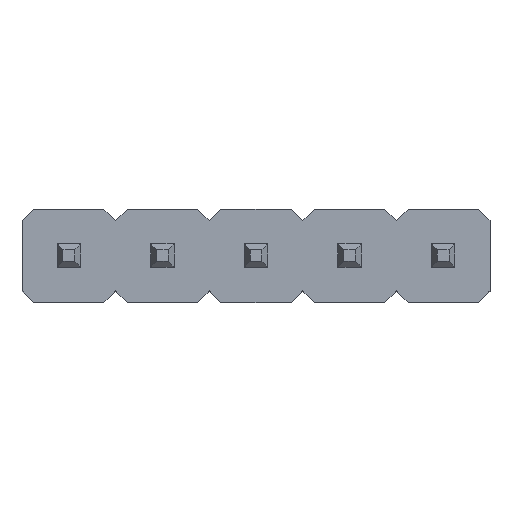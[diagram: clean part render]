
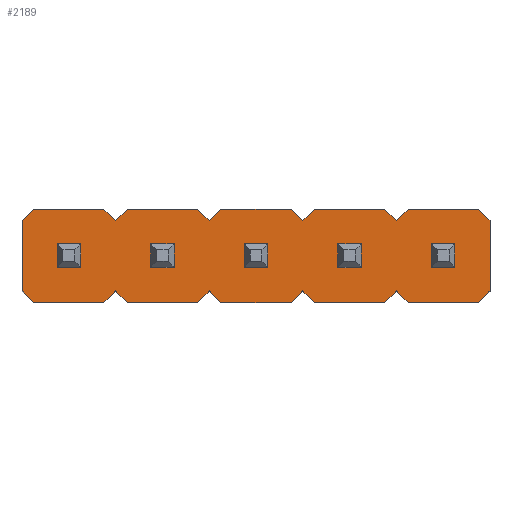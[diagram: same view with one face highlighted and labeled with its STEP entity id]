
A CAD part, top view. The second image highlights one B-rep face of the part: STEP entity #2189.
In plain terms, the highlighted planar face has unit normal (0, 0, 1).
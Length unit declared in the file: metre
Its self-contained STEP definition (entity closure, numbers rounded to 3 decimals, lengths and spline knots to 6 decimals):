
#372=ORIENTED_EDGE('',*,*,#798,.T.);
#373=ORIENTED_EDGE('',*,*,#804,.T.);
#374=ORIENTED_EDGE('',*,*,#800,.T.);
#375=ORIENTED_EDGE('',*,*,#805,.T.);
#376=ORIENTED_EDGE('',*,*,#806,.T.);
#377=ORIENTED_EDGE('',*,*,#807,.T.);
#378=ORIENTED_EDGE('',*,*,#808,.T.);
#379=ORIENTED_EDGE('',*,*,#809,.T.);
#380=ORIENTED_EDGE('',*,*,#810,.T.);
#381=ORIENTED_EDGE('',*,*,#811,.T.);
#382=ORIENTED_EDGE('',*,*,#812,.T.);
#383=ORIENTED_EDGE('',*,*,#813,.T.);
#384=ORIENTED_EDGE('',*,*,#814,.T.);
#385=ORIENTED_EDGE('',*,*,#815,.T.);
#386=ORIENTED_EDGE('',*,*,#816,.T.);
#387=ORIENTED_EDGE('',*,*,#817,.T.);
#388=ORIENTED_EDGE('',*,*,#818,.F.);
#389=ORIENTED_EDGE('',*,*,#819,.T.);
#390=ORIENTED_EDGE('',*,*,#820,.F.);
#391=ORIENTED_EDGE('',*,*,#821,.T.);
#392=ORIENTED_EDGE('',*,*,#822,.T.);
#393=ORIENTED_EDGE('',*,*,#823,.F.);
#394=ORIENTED_EDGE('',*,*,#824,.T.);
#395=ORIENTED_EDGE('',*,*,#825,.T.);
#396=ORIENTED_EDGE('',*,*,#826,.F.);
#397=ORIENTED_EDGE('',*,*,#827,.T.);
#398=ORIENTED_EDGE('',*,*,#828,.T.);
#399=ORIENTED_EDGE('',*,*,#829,.F.);
#400=ORIENTED_EDGE('',*,*,#830,.T.);
#401=ORIENTED_EDGE('',*,*,#831,.T.);
#402=ORIENTED_EDGE('',*,*,#792,.F.);
#403=ORIENTED_EDGE('',*,*,#832,.T.);
#792=EDGE_CURVE('',#1024,#1025,#1272,.T.);
#798=EDGE_CURVE('',#1031,#1030,#1278,.T.);
#800=EDGE_CURVE('',#1032,#1033,#1280,.T.);
#804=EDGE_CURVE('',#1030,#1032,#1284,.F.);
#805=EDGE_CURVE('',#1033,#1036,#1285,.T.);
#806=EDGE_CURVE('',#1036,#1037,#1286,.F.);
#807=EDGE_CURVE('',#1037,#1038,#1287,.T.);
#808=EDGE_CURVE('',#1038,#1039,#1288,.T.);
#809=EDGE_CURVE('',#1039,#1040,#1289,.F.);
#810=EDGE_CURVE('',#1040,#1041,#1290,.T.);
#811=EDGE_CURVE('',#1041,#1042,#1291,.T.);
#812=EDGE_CURVE('',#1042,#1043,#1292,.F.);
#813=EDGE_CURVE('',#1043,#1044,#1293,.T.);
#814=EDGE_CURVE('',#1044,#1045,#1294,.T.);
#815=EDGE_CURVE('',#1045,#1046,#1295,.F.);
#816=EDGE_CURVE('',#1046,#1047,#1296,.T.);
#817=EDGE_CURVE('',#1047,#1048,#1297,.T.);
#818=EDGE_CURVE('',#1049,#1048,#1298,.T.);
#819=EDGE_CURVE('',#1049,#1050,#1299,.F.);
#820=EDGE_CURVE('',#1051,#1050,#1300,.T.);
#821=EDGE_CURVE('',#1051,#1052,#1301,.T.);
#822=EDGE_CURVE('',#1052,#1053,#1302,.F.);
#823=EDGE_CURVE('',#1054,#1053,#1303,.T.);
#824=EDGE_CURVE('',#1054,#1055,#1304,.T.);
#825=EDGE_CURVE('',#1055,#1056,#1305,.F.);
#826=EDGE_CURVE('',#1057,#1056,#1306,.T.);
#827=EDGE_CURVE('',#1057,#1058,#1307,.T.);
#828=EDGE_CURVE('',#1058,#1059,#1308,.F.);
#829=EDGE_CURVE('',#1060,#1059,#1309,.T.);
#830=EDGE_CURVE('',#1060,#1061,#1310,.T.);
#831=EDGE_CURVE('',#1061,#1025,#1311,.F.);
#832=EDGE_CURVE('',#1024,#1031,#1312,.T.);
#1024=VERTEX_POINT('',#3442);
#1025=VERTEX_POINT('',#3443);
#1030=VERTEX_POINT('',#3454);
#1031=VERTEX_POINT('',#3456);
#1032=VERTEX_POINT('',#3460);
#1033=VERTEX_POINT('',#3461);
#1036=VERTEX_POINT('',#3470);
#1037=VERTEX_POINT('',#3472);
#1038=VERTEX_POINT('',#3474);
#1039=VERTEX_POINT('',#3476);
#1040=VERTEX_POINT('',#3478);
#1041=VERTEX_POINT('',#3480);
#1042=VERTEX_POINT('',#3482);
#1043=VERTEX_POINT('',#3484);
#1044=VERTEX_POINT('',#3486);
#1045=VERTEX_POINT('',#3488);
#1046=VERTEX_POINT('',#3490);
#1047=VERTEX_POINT('',#3492);
#1048=VERTEX_POINT('',#3494);
#1049=VERTEX_POINT('',#3496);
#1050=VERTEX_POINT('',#3498);
#1051=VERTEX_POINT('',#3500);
#1052=VERTEX_POINT('',#3502);
#1053=VERTEX_POINT('',#3504);
#1054=VERTEX_POINT('',#3506);
#1055=VERTEX_POINT('',#3508);
#1056=VERTEX_POINT('',#3510);
#1057=VERTEX_POINT('',#3512);
#1058=VERTEX_POINT('',#3514);
#1059=VERTEX_POINT('',#3516);
#1060=VERTEX_POINT('',#3518);
#1061=VERTEX_POINT('',#3520);
#1272=LINE('',#3441,#1568);
#1278=LINE('',#3455,#1574);
#1280=LINE('',#3459,#1576);
#1284=LINE('',#3468,#1580);
#1285=LINE('',#3469,#1581);
#1286=LINE('',#3471,#1582);
#1287=LINE('',#3473,#1583);
#1288=LINE('',#3475,#1584);
#1289=LINE('',#3477,#1585);
#1290=LINE('',#3479,#1586);
#1291=LINE('',#3481,#1587);
#1292=LINE('',#3483,#1588);
#1293=LINE('',#3485,#1589);
#1294=LINE('',#3487,#1590);
#1295=LINE('',#3489,#1591);
#1296=LINE('',#3491,#1592);
#1297=LINE('',#3493,#1593);
#1298=LINE('',#3495,#1594);
#1299=LINE('',#3497,#1595);
#1300=LINE('',#3499,#1596);
#1301=LINE('',#3501,#1597);
#1302=LINE('',#3503,#1598);
#1303=LINE('',#3505,#1599);
#1304=LINE('',#3507,#1600);
#1305=LINE('',#3509,#1601);
#1306=LINE('',#3511,#1602);
#1307=LINE('',#3513,#1603);
#1308=LINE('',#3515,#1604);
#1309=LINE('',#3517,#1605);
#1310=LINE('',#3519,#1606);
#1311=LINE('',#3521,#1607);
#1312=LINE('',#3522,#1608);
#1568=VECTOR('',#2849,1.);
#1574=VECTOR('',#2857,1.);
#1576=VECTOR('',#2861,1.);
#1580=VECTOR('',#2867,1.);
#1581=VECTOR('',#2868,1.);
#1582=VECTOR('',#2869,1.);
#1583=VECTOR('',#2870,1.);
#1584=VECTOR('',#2871,1.);
#1585=VECTOR('',#2872,1.);
#1586=VECTOR('',#2873,1.);
#1587=VECTOR('',#2874,1.);
#1588=VECTOR('',#2875,1.);
#1589=VECTOR('',#2876,1.);
#1590=VECTOR('',#2877,1.);
#1591=VECTOR('',#2878,1.);
#1592=VECTOR('',#2879,1.);
#1593=VECTOR('',#2880,1.);
#1594=VECTOR('',#2881,1.);
#1595=VECTOR('',#2882,1.);
#1596=VECTOR('',#2883,1.);
#1597=VECTOR('',#2884,1.);
#1598=VECTOR('',#2885,1.);
#1599=VECTOR('',#2886,1.);
#1600=VECTOR('',#2887,1.);
#1601=VECTOR('',#2888,1.);
#1602=VECTOR('',#2889,1.);
#1603=VECTOR('',#2890,1.);
#1604=VECTOR('',#2891,1.);
#1605=VECTOR('',#2892,1.);
#1606=VECTOR('',#2893,1.);
#1607=VECTOR('',#2894,1.);
#1608=VECTOR('',#2895,1.);
#1787=EDGE_LOOP('',(#372,#373,#374,#375,#376,#377,#378,#379,#380,#381,#382,
#383,#384,#385,#386,#387,#388,#389,#390,#391,#392,#393,#394,#395,#396,#397,
#398,#399,#400,#401,#402,#403));
#1921=FACE_BOUND('',#1787,.T.);
#2055=PLANE('',#2456);
#2189=ADVANCED_FACE('',(#1921),#2055,.T.);
#2456=AXIS2_PLACEMENT_3D('',#3467,#2865,#2866);
#2849=DIRECTION('',(1.,0.,0.));
#2857=DIRECTION('',(0.,-1.,0.));
#2861=DIRECTION('',(1.,0.,0.));
#2865=DIRECTION('',(0.,0.,1.));
#2866=DIRECTION('',(1.,0.,0.));
#2867=DIRECTION('',(-0.707,0.707,0.));
#2868=DIRECTION('',(0.707,0.707,0.));
#2869=DIRECTION('',(-0.707,0.707,0.));
#2870=DIRECTION('',(1.,0.,0.));
#2871=DIRECTION('',(0.707,0.707,0.));
#2872=DIRECTION('',(-0.707,0.707,0.));
#2873=DIRECTION('',(1.,0.,0.));
#2874=DIRECTION('',(0.707,0.707,0.));
#2875=DIRECTION('',(-0.707,0.707,0.));
#2876=DIRECTION('',(1.,0.,0.));
#2877=DIRECTION('',(0.707,0.707,0.));
#2878=DIRECTION('',(-0.707,0.707,0.));
#2879=DIRECTION('',(1.,0.,0.));
#2880=DIRECTION('',(0.707,0.707,0.));
#2881=DIRECTION('',(0.,-1.,0.));
#2882=DIRECTION('',(0.707,-0.707,0.));
#2883=DIRECTION('',(1.,0.,0.));
#2884=DIRECTION('',(-0.707,-0.707,0.));
#2885=DIRECTION('',(0.707,-0.707,0.));
#2886=DIRECTION('',(1.,0.,0.));
#2887=DIRECTION('',(-0.707,-0.707,0.));
#2888=DIRECTION('',(0.707,-0.707,0.));
#2889=DIRECTION('',(1.,0.,0.));
#2890=DIRECTION('',(-0.707,-0.707,0.));
#2891=DIRECTION('',(0.707,-0.707,0.));
#2892=DIRECTION('',(1.,0.,0.));
#2893=DIRECTION('',(-0.707,-0.707,0.));
#2894=DIRECTION('',(0.707,-0.707,0.));
#2895=DIRECTION('',(-0.707,-0.707,0.));
#3441=CARTESIAN_POINT('',(0.,0.00127,0.0025));
#3442=CARTESIAN_POINT('',(-0.00095,0.00127,0.0025));
#3443=CARTESIAN_POINT('',(0.00095,0.00127,0.0025));
#3454=CARTESIAN_POINT('',(-0.00127,-0.00095,0.0025));
#3455=CARTESIAN_POINT('',(-0.00127,0.,0.0025));
#3456=CARTESIAN_POINT('',(-0.00127,0.00095,0.0025));
#3459=CARTESIAN_POINT('',(0.,-0.00127,0.0025));
#3460=CARTESIAN_POINT('',(-0.00095,-0.00127,0.0025));
#3461=CARTESIAN_POINT('',(0.00095,-0.00127,0.0025));
#3467=CARTESIAN_POINT('',(0.,0.,0.0025));
#3468=CARTESIAN_POINT('',(-0.00111,-0.00111,0.0025));
#3469=CARTESIAN_POINT('',(0.00111,-0.00111,0.0025));
#3470=CARTESIAN_POINT('',(0.00127,-0.00095,0.0025));
#3471=CARTESIAN_POINT('',(0.00143,-0.00111,0.0025));
#3472=CARTESIAN_POINT('',(0.00159,-0.00127,0.0025));
#3473=CARTESIAN_POINT('',(0.00254,-0.00127,0.0025));
#3474=CARTESIAN_POINT('',(0.00349,-0.00127,0.0025));
#3475=CARTESIAN_POINT('',(0.00365,-0.00111,0.0025));
#3476=CARTESIAN_POINT('',(0.00381,-0.00095,0.0025));
#3477=CARTESIAN_POINT('',(0.00397,-0.00111,0.0025));
#3478=CARTESIAN_POINT('',(0.00413,-0.00127,0.0025));
#3479=CARTESIAN_POINT('',(0.00508,-0.00127,0.0025));
#3480=CARTESIAN_POINT('',(0.00603,-0.00127,0.0025));
#3481=CARTESIAN_POINT('',(0.00619,-0.00111,0.0025));
#3482=CARTESIAN_POINT('',(0.00635,-0.00095,0.0025));
#3483=CARTESIAN_POINT('',(0.00651,-0.00111,0.0025));
#3484=CARTESIAN_POINT('',(0.00667,-0.00127,0.0025));
#3485=CARTESIAN_POINT('',(0.00762,-0.00127,0.0025));
#3486=CARTESIAN_POINT('',(0.00857,-0.00127,0.0025));
#3487=CARTESIAN_POINT('',(0.00873,-0.00111,0.0025));
#3488=CARTESIAN_POINT('',(0.00889,-0.00095,0.0025));
#3489=CARTESIAN_POINT('',(0.00905,-0.00111,0.0025));
#3490=CARTESIAN_POINT('',(0.00921,-0.00127,0.0025));
#3491=CARTESIAN_POINT('',(0.01016,-0.00127,0.0025));
#3492=CARTESIAN_POINT('',(0.01111,-0.00127,0.0025));
#3493=CARTESIAN_POINT('',(0.01127,-0.00111,0.0025));
#3494=CARTESIAN_POINT('',(0.01143,-0.00095,0.0025));
#3495=CARTESIAN_POINT('',(0.01143,0.,0.0025));
#3496=CARTESIAN_POINT('',(0.01143,0.00095,0.0025));
#3497=CARTESIAN_POINT('',(0.01127,0.00111,0.0025));
#3498=CARTESIAN_POINT('',(0.01111,0.00127,0.0025));
#3499=CARTESIAN_POINT('',(0.01016,0.00127,0.0025));
#3500=CARTESIAN_POINT('',(0.00921,0.00127,0.0025));
#3501=CARTESIAN_POINT('',(0.00905,0.00111,0.0025));
#3502=CARTESIAN_POINT('',(0.00889,0.00095,0.0025));
#3503=CARTESIAN_POINT('',(0.00873,0.00111,0.0025));
#3504=CARTESIAN_POINT('',(0.00857,0.00127,0.0025));
#3505=CARTESIAN_POINT('',(0.00762,0.00127,0.0025));
#3506=CARTESIAN_POINT('',(0.00667,0.00127,0.0025));
#3507=CARTESIAN_POINT('',(0.00651,0.00111,0.0025));
#3508=CARTESIAN_POINT('',(0.00635,0.00095,0.0025));
#3509=CARTESIAN_POINT('',(0.00619,0.00111,0.0025));
#3510=CARTESIAN_POINT('',(0.00603,0.00127,0.0025));
#3511=CARTESIAN_POINT('',(0.00508,0.00127,0.0025));
#3512=CARTESIAN_POINT('',(0.00413,0.00127,0.0025));
#3513=CARTESIAN_POINT('',(0.00397,0.00111,0.0025));
#3514=CARTESIAN_POINT('',(0.00381,0.00095,0.0025));
#3515=CARTESIAN_POINT('',(0.00365,0.00111,0.0025));
#3516=CARTESIAN_POINT('',(0.00349,0.00127,0.0025));
#3517=CARTESIAN_POINT('',(0.00254,0.00127,0.0025));
#3518=CARTESIAN_POINT('',(0.00159,0.00127,0.0025));
#3519=CARTESIAN_POINT('',(0.00143,0.00111,0.0025));
#3520=CARTESIAN_POINT('',(0.00127,0.00095,0.0025));
#3521=CARTESIAN_POINT('',(0.00111,0.00111,0.0025));
#3522=CARTESIAN_POINT('',(-0.00111,0.00111,0.0025));
